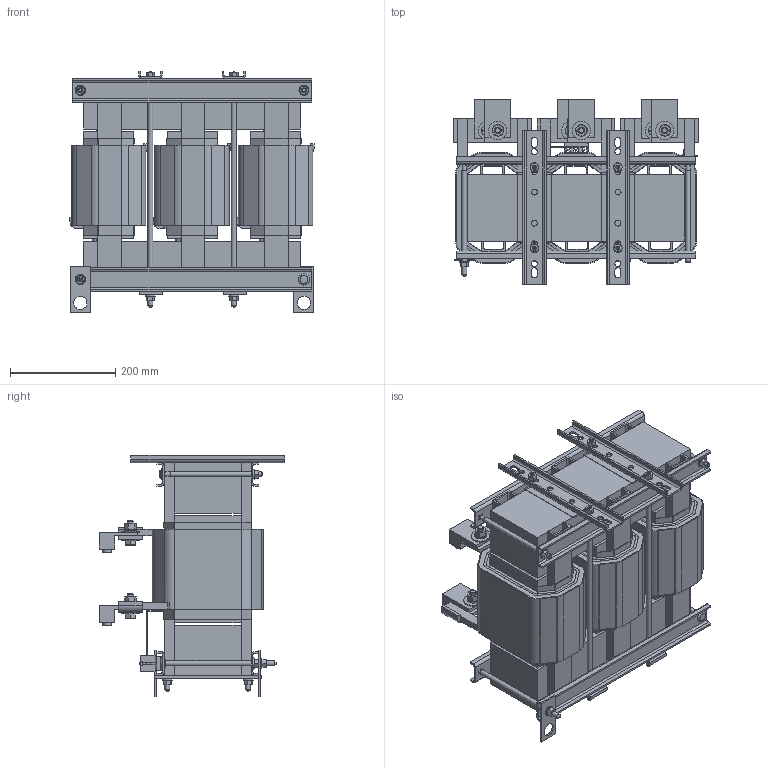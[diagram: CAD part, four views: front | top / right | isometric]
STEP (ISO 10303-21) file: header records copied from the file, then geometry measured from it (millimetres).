
FILE_DESCRIPTION(/* description */ (''),/* implementation_level */ '2;1');
FILE_NAME(/* name */ 'KLRUL362CPTMG.stp',/* time_stamp */ '2020-03-27T13:13:16-05:00',/* author */ ('jnelson'),/* organization */ (''),/* preprocessor_version */ 'ST-DEVELOPER v17',/* originating_system */ 'Autodesk Inventor 2019',/* authorisation */ '');
FILE_SCHEMA (('AUTOMOTIVE_DESIGN { 1 0 10303 214 3 1 1 }'));
Length unit declared in the file: inch
Products named in the file (38): KLRUL420APTMG; KTRMG420A; 24161 AND 15468; 24161; 15468; 22875; 31006; 31006_1; 31003 - Bracket; 22543; 23221; 23222; 22876; 17107; 28964; 15309; 30097- LARGE  BLANK  (REACTOR); 11626 AND 1509; 1509; 23409; 29477-KTRMG362AMSX1; 28453; 28453_1; 11923insert; 11923-1; 11923-2; 11923-3; 14331 WIRING KTRMG362AMS; 14331 WIRING KTRMG362AMS Short Bend; 31615; 11626; 2401 AND 1512; 2401; 13572; 1610 AND 1511 AND 1512; 1610; 1512; 1511
Assembly tree (88 placements, depth 5):
  KLRUL420APTMG
    KTRMG420A
      24161 AND 15468  x3
        24161
        15468
      22875  x2
      22543  x3
      31006
        31006_1
        31003 - Bracket
      23221  x2
      23222  x2
      22876  x2
      17107  x4
      28964  x4
      15309  x2
      30097- LARGE  BLANK  (REACTOR)
      11626 AND 1509  x10
        1509
        11626
      23409  x2
      29477-KTRMG362AMSX1
      28453
        28453_1
        11923insert  x3
          11923-1
          11923-2
          11923-3
      14331 WIRING KTRMG362AMS  x2
      14331 WIRING KTRMG362AMS Short Bend  x2
      31615
      11626  x4
    13572  x6
    2401 AND 1512  x6
      2401
      1512
    1610 AND 1511 AND 1512  x6
      1610
      1512
      1511
Bounding box: 464.41 x 351.88 x 459.62 mm (x, y, z)
Volume: 25143214.3 mm3; surface area: 4140114.5 mm2
Topology: 132 solids, 132 shells, 3951 faces, 10436 edges, 6778 vertices
Faces by surface type: plane 2080, cylinder 1585, bspline 202, cone 52, torus 28, sphere 4
Full cylindrical faces by diameter (mm): 1.524 x10, 3.175 x3, 3.472 x3, 4.166 x2, 4.496 x6, 4.724 x2, 5.436 x2, 5.867 x6, 6.35 x6, 7.01 x6, 7.798 x14, 8.382 x2, 9.322 x2, 9.525 x16, 9.652 x2, 11.176 x8, 12.7 x12, 13.462 x6, 14.287 x6, 14.351 x12, 15.748 x12, 15.875 x12, 19.05 x22, 20.904 x2, 25.4 x2, 35.052 x12
Entity records: 47044 total; most frequent: CARTESIAN_POINT 11080, ORIENTED_EDGE 7426, DIRECTION 6671, EDGE_CURVE 3713, LINE 2553, VECTOR 2553, VERTEX_POINT 2438, AXIS2_PLACEMENT_3D 2059
